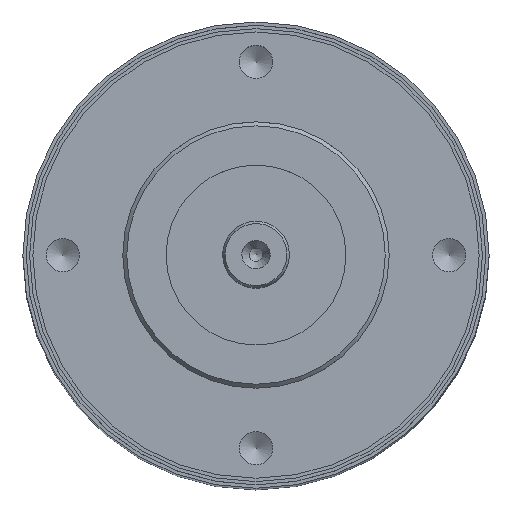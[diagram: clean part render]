
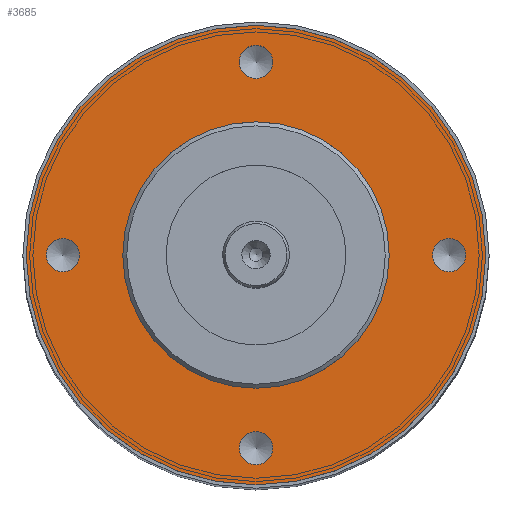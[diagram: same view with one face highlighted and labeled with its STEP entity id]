
A CAD part, top view. The second image highlights one B-rep face of the part: STEP entity #3685.
In plain terms, the highlighted planar face has unit normal (0, 0, 1).
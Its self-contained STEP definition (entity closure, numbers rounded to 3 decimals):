
#96 = CIRCLE ( 'NONE', #2237, 1.25 ) ;
#138 = DIRECTION ( 'NONE',  ( 0., 0., 1. ) ) ;
#256 = ORIENTED_EDGE ( 'NONE', *, *, #2295, .F. ) ;
#351 = CARTESIAN_POINT ( 'NONE',  ( 0., -17.25, 79. ) ) ;
#421 = CIRCLE ( 'NONE', #3116, 1.25 ) ;
#487 = DIRECTION ( 'NONE',  ( 0., -1., 0. ) ) ;
#553 = CARTESIAN_POINT ( 'NONE',  ( 0., 14.5, 79. ) ) ;
#615 = DIRECTION ( 'NONE',  ( 0., 0., 1. ) ) ;
#616 = PLANE ( 'NONE',  #1688 ) ;
#630 = DIRECTION ( 'NONE',  ( 0., 0., 1. ) ) ;
#703 = VERTEX_POINT ( 'NONE', #1285 ) ;
#707 = CARTESIAN_POINT ( 'NONE',  ( -14.5, 1.25, 79. ) ) ;
#771 = ORIENTED_EDGE ( 'NONE', *, *, #2629, .F. ) ;
#790 = VERTEX_POINT ( 'NONE', #2347 ) ;
#865 = CARTESIAN_POINT ( 'NONE',  ( 0., -14.5, 79. ) ) ;
#941 = AXIS2_PLACEMENT_3D ( 'NONE', #865, #615, #1739 ) ;
#1003 = CIRCLE ( 'NONE', #2818, 10. ) ;
#1043 = EDGE_CURVE ( 'NONE', #790, #790, #421, .T. ) ;
#1075 = DIRECTION ( 'NONE',  ( 0., 0., 1. ) ) ;
#1113 = FACE_BOUND ( 'NONE', #2698, .T. ) ;
#1186 = DIRECTION ( 'NONE',  ( 0., 1., 0. ) ) ;
#1277 = FACE_BOUND ( 'NONE', #1733, .T. ) ;
#1285 = CARTESIAN_POINT ( 'NONE',  ( 0., -10., 79. ) ) ;
#1356 = EDGE_LOOP ( 'NONE', ( #3352 ) ) ;
#1369 = AXIS2_PLACEMENT_3D ( 'NONE', #2563, #3128, #3450 ) ;
#1428 = ORIENTED_EDGE ( 'NONE', *, *, #1873, .F. ) ;
#1434 = DIRECTION ( 'NONE',  ( 0., 0., 1. ) ) ;
#1503 = VERTEX_POINT ( 'NONE', #3293 ) ;
#1584 = EDGE_LOOP ( 'NONE', ( #1428 ) ) ;
#1645 = FACE_OUTER_BOUND ( 'NONE', #1356, .T. ) ;
#1669 = EDGE_CURVE ( 'NONE', #703, #703, #1003, .T. ) ;
#1688 = AXIS2_PLACEMENT_3D ( 'NONE', #351, #630, #1186 ) ;
#1733 = EDGE_LOOP ( 'NONE', ( #2057 ) ) ;
#1734 = DIRECTION ( 'NONE',  ( 0., 1., 0. ) ) ;
#1739 = DIRECTION ( 'NONE',  ( 0., 1., 0. ) ) ;
#1778 = FACE_BOUND ( 'NONE', #1584, .T. ) ;
#1817 = VERTEX_POINT ( 'NONE', #1865 ) ;
#1846 = ORIENTED_EDGE ( 'NONE', *, *, #1669, .T. ) ;
#1865 = CARTESIAN_POINT ( 'NONE',  ( 0., -17.25, 79. ) ) ;
#1873 = EDGE_CURVE ( 'NONE', #2372, #2372, #96, .T. ) ;
#2057 = ORIENTED_EDGE ( 'NONE', *, *, #1043, .F. ) ;
#2087 = FACE_BOUND ( 'NONE', #3060, .T. ) ;
#2199 = DIRECTION ( 'NONE',  ( 0., 0., -1. ) ) ;
#2211 = DIRECTION ( 'NONE',  ( 0., 1., 0. ) ) ;
#2237 = AXIS2_PLACEMENT_3D ( 'NONE', #553, #1434, #1734 ) ;
#2293 = CIRCLE ( 'NONE', #941, 1.25 ) ;
#2295 = EDGE_CURVE ( 'NONE', #1503, #1503, #2293, .T. ) ;
#2302 = EDGE_CURVE ( 'NONE', #1817, #1817, #3036, .T. ) ;
#2347 = CARTESIAN_POINT ( 'NONE',  ( 14.5, 1.25, 79. ) ) ;
#2372 = VERTEX_POINT ( 'NONE', #3275 ) ;
#2440 = AXIS2_PLACEMENT_3D ( 'NONE', #2778, #1075, #2211 ) ;
#2495 = VERTEX_POINT ( 'NONE', #707 ) ;
#2563 = CARTESIAN_POINT ( 'NONE',  ( 0., 0., 79. ) ) ;
#2629 = EDGE_CURVE ( 'NONE', #2495, #2495, #2914, .T. ) ;
#2698 = EDGE_LOOP ( 'NONE', ( #771 ) ) ;
#2778 = CARTESIAN_POINT ( 'NONE',  ( -14.5, 0., 79. ) ) ;
#2806 = FACE_BOUND ( 'NONE', #2848, .T. ) ;
#2818 = AXIS2_PLACEMENT_3D ( 'NONE', #3076, #2199, #487 ) ;
#2848 = EDGE_LOOP ( 'NONE', ( #1846 ) ) ;
#2914 = CIRCLE ( 'NONE', #2440, 1.25 ) ;
#3015 = CARTESIAN_POINT ( 'NONE',  ( 14.5, 0., 79. ) ) ;
#3030 = DIRECTION ( 'NONE',  ( 0., 1., 0. ) ) ;
#3036 = CIRCLE ( 'NONE', #1369, 17.25 ) ;
#3060 = EDGE_LOOP ( 'NONE', ( #256 ) ) ;
#3076 = CARTESIAN_POINT ( 'NONE',  ( 0., 0., 79. ) ) ;
#3116 = AXIS2_PLACEMENT_3D ( 'NONE', #3015, #138, #3030 ) ;
#3128 = DIRECTION ( 'NONE',  ( 0., 0., -1. ) ) ;
#3275 = CARTESIAN_POINT ( 'NONE',  ( 0., 15.75, 79. ) ) ;
#3293 = CARTESIAN_POINT ( 'NONE',  ( 0., -13.25, 79. ) ) ;
#3352 = ORIENTED_EDGE ( 'NONE', *, *, #2302, .F. ) ;
#3450 = DIRECTION ( 'NONE',  ( 0., -1., 0. ) ) ;
#3685 = ADVANCED_FACE ( 'Defeatured_9059', ( #1113, #2087, #1277, #1778, #2806, #1645 ), #616, .T. ) ;
